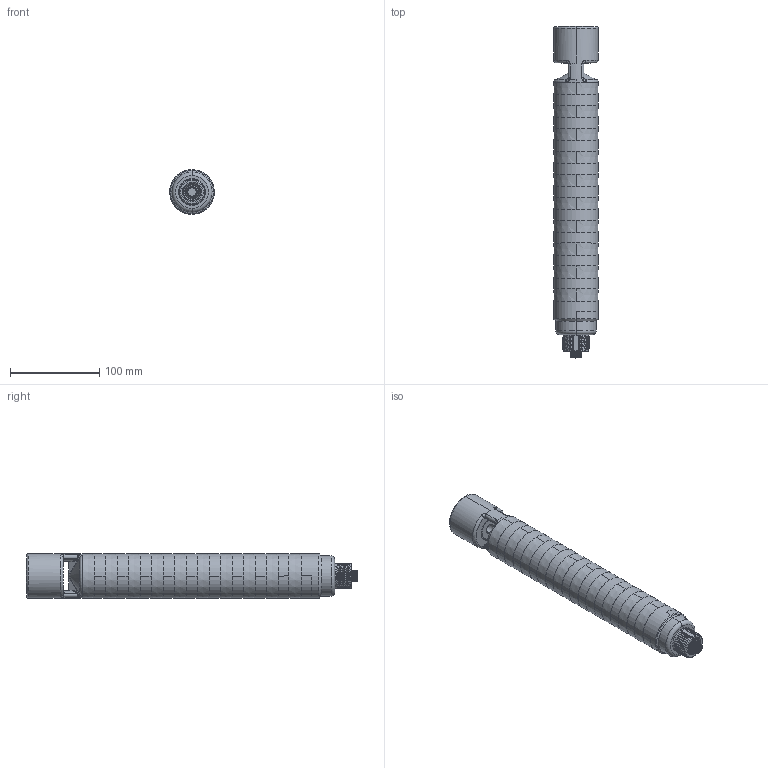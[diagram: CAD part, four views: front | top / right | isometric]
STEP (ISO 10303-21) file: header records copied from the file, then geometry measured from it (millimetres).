
FILE_DESCRIPTION((''),'2;1');
FILE_NAME('205872_SM01_ASM','2025-06-05T13:37:40',('banengservice'),('BANNER ENGINEERING'),'CREO PARAMETRIC BY PTC INC, 2022414','CREO PARAMETRIC BY PTC INC, 2022414','');
FILE_SCHEMA(('CONFIG_CONTROL_DESIGN'));
Length unit declared in the file: millimetre
Products named in the file (2): 205872_EP01; 205872_SM01_ASM
Assembly tree (1 placements, depth 2):
  205872_SM01_ASM
    205872_EP01
Bounding box: 50 x 372.82 x 50 mm (x, y, z)
Volume: 651460.2 mm3; surface area: 67780.7 mm2
Topology: 1 solids, 1 shells, 409 faces, 1045 edges, 653 vertices
Faces by surface type: bspline 165, cylinder 142, plane 49, cone 31, torus 20, sphere 2
Entity records: 27803 total; most frequent: CARTESIAN_POINT 19159, ORIENTED_EDGE 2086, DIRECTION 1338, EDGE_CURVE 1043, VERTEX_POINT 653, AXIS2_PLACEMENT_3D 514, B_SPLINE_CURVE_WITH_KNOTS 466, EDGE_LOOP 428
